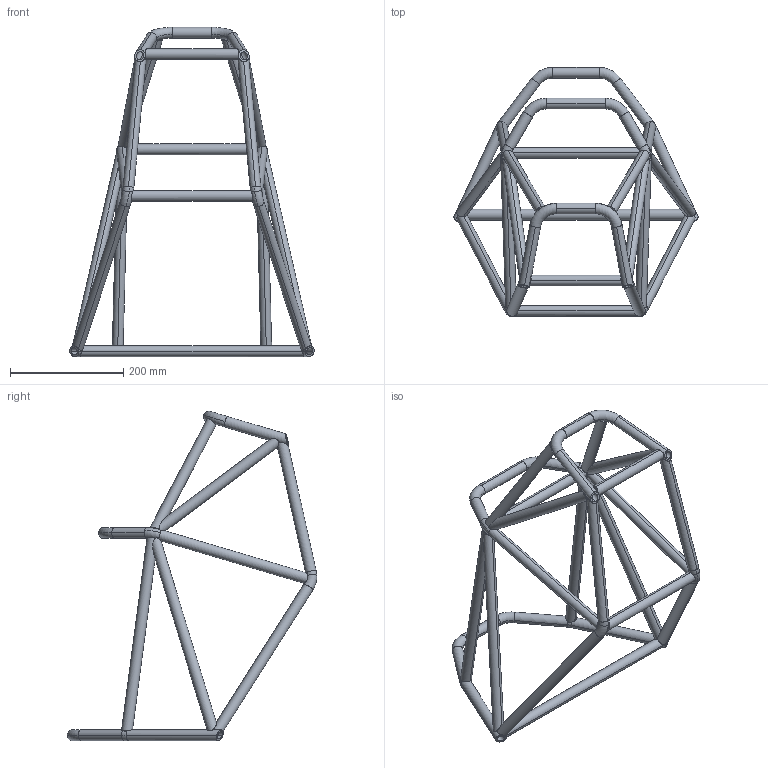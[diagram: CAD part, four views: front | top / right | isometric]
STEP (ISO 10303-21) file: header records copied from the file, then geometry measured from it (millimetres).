
FILE_DESCRIPTION (( 'STEP AP214' ), '1' );
FILE_NAME ('Chest Frame Design.STEP', '2025-02-27T19:14:31', ( '' ), ( '' ), 'SwSTEP 2.0', 'SolidWorks 2022', '' );
FILE_SCHEMA (( 'AUTOMOTIVE_DESIGN' ));
Length unit declared in the file: inch
Products named in the file (1): Chest Frame Design
Bounding box: 432.58 x 441.32 x 582.7 mm (x, y, z)
Volume: 1027553 mm3; surface area: 661143 mm2
Topology: 41 solids, 41 shells, 515 faces, 1553 edges, 1090 vertices
Faces by surface type: cylinder 207, bspline 139, torus 117, plane 52
Entity records: 36353 total; most frequent: CARTESIAN_POINT 23988, ORIENTED_EDGE 3106, EDGE_CURVE 1553, DIRECTION 1491, VERTEX_POINT 1090, B_SPLINE_CURVE_WITH_KNOTS 1020, AXIS2_PLACEMENT_3D 654, EDGE_LOOP 567
